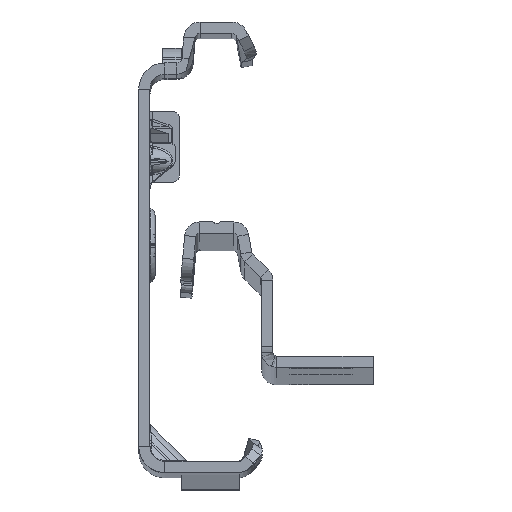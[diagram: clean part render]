
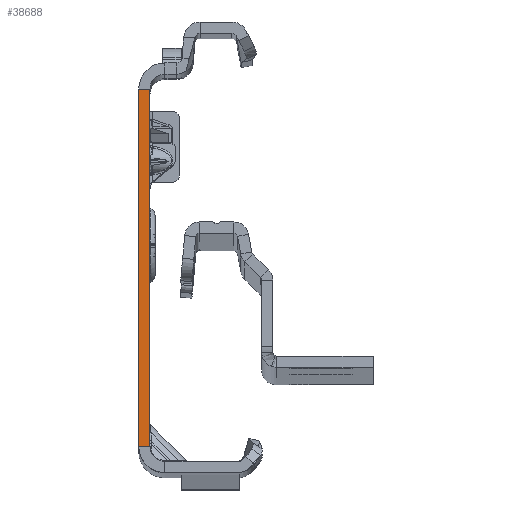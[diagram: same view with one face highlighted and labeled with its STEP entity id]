
A CAD part, top view. The second image highlights one B-rep face of the part: STEP entity #38688.
In plain terms, the highlighted planar face has unit normal (0, 0, 1).
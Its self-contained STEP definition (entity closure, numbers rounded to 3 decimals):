
#1860 = VERTEX_POINT ( 'NONE', #29937 ) ;
#2515 = DIRECTION ( 'NONE',  ( -1., 0., 0. ) ) ;
#2679 = EDGE_CURVE ( 'NONE', #9352, #42330, #23560, .T. ) ;
#3787 = FACE_OUTER_BOUND ( 'NONE', #37907, .T. ) ;
#4019 = EDGE_CURVE ( 'NONE', #29001, #42330, #52216, .T. ) ;
#6418 = VECTOR ( 'NONE', #19506, 1000. ) ;
#6748 = VECTOR ( 'NONE', #2515, 1000. ) ;
#7544 = EDGE_CURVE ( 'NONE', #1860, #9352, #15644, .T. ) ;
#9352 = VERTEX_POINT ( 'NONE', #30778 ) ;
#9749 = ORIENTED_EDGE ( 'NONE', *, *, #2679, .F. ) ;
#14785 = EDGE_CURVE ( 'NONE', #1860, #29001, #22804, .T. ) ;
#15497 = CARTESIAN_POINT ( 'NONE',  ( -1.5, 22.135, 0. ) ) ;
#15644 = LINE ( 'NONE', #31623, #22220 ) ;
#18992 = ORIENTED_EDGE ( 'NONE', *, *, #7544, .F. ) ;
#19182 = CARTESIAN_POINT ( 'NONE',  ( -1.5, -27.865, 0. ) ) ;
#19506 = DIRECTION ( 'NONE',  ( -1., 0., 0. ) ) ;
#20309 = DIRECTION ( 'NONE',  ( 0., 0., 1. ) ) ;
#22220 = VECTOR ( 'NONE', #48139, 1000. ) ;
#22804 = LINE ( 'NONE', #27625, #6748 ) ;
#23560 = LINE ( 'NONE', #40059, #6418 ) ;
#23572 = ORIENTED_EDGE ( 'NONE', *, *, #4019, .T. ) ;
#27625 = CARTESIAN_POINT ( 'NONE',  ( 0., 22.135, 0. ) ) ;
#29001 = VERTEX_POINT ( 'NONE', #15497 ) ;
#29491 = CARTESIAN_POINT ( 'NONE',  ( -1.5, -25.865, 0. ) ) ;
#29937 = CARTESIAN_POINT ( 'NONE',  ( 0., 22.135, 0. ) ) ;
#30778 = CARTESIAN_POINT ( 'NONE',  ( 0., -25.865, 0. ) ) ;
#31362 = DIRECTION ( 'NONE',  ( 0., -1., 0. ) ) ;
#31623 = CARTESIAN_POINT ( 'NONE',  ( 0., -27.865, 0. ) ) ;
#32467 = PLANE ( 'NONE',  #36218 ) ;
#36218 = AXIS2_PLACEMENT_3D ( 'NONE', #48997, #20309, #48477 ) ;
#37907 = EDGE_LOOP ( 'NONE', ( #18992, #40943, #23572, #9749 ) ) ;
#38688 = ADVANCED_FACE ( 'NONE', ( #3787 ), #32467, .T. ) ;
#40059 = CARTESIAN_POINT ( 'NONE',  ( 0., -25.865, 0. ) ) ;
#40943 = ORIENTED_EDGE ( 'NONE', *, *, #14785, .T. ) ;
#42330 = VERTEX_POINT ( 'NONE', #29491 ) ;
#43537 = VECTOR ( 'NONE', #31362, 1000. ) ;
#48139 = DIRECTION ( 'NONE',  ( 0., -1., 0. ) ) ;
#48477 = DIRECTION ( 'NONE',  ( 1., 0., 0. ) ) ;
#48997 = CARTESIAN_POINT ( 'NONE',  ( -1.5, -27.865, 0. ) ) ;
#52216 = LINE ( 'NONE', #19182, #43537 ) ;
